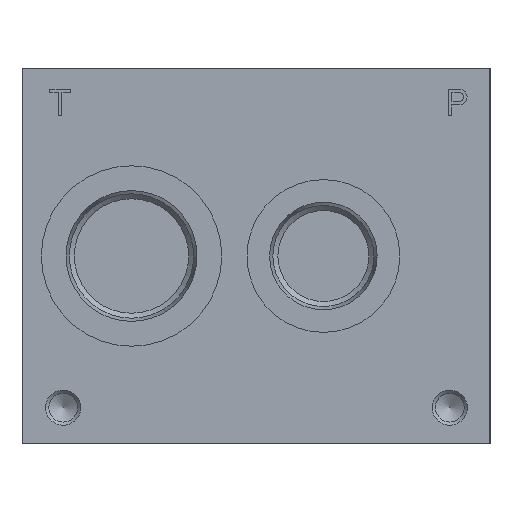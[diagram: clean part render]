
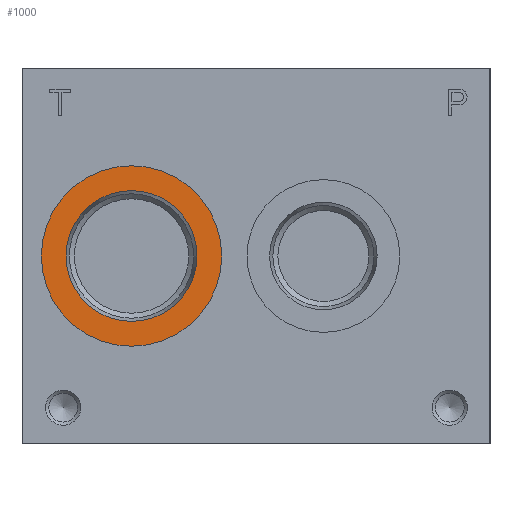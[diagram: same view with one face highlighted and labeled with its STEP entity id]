
A CAD part, left-side view. The second image highlights one B-rep face of the part: STEP entity #1000.
In plain terms, the highlighted planar face has unit normal (-1, 0, 0).
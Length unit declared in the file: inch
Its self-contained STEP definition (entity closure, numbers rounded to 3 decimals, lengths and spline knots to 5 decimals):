
#1000 = ADVANCED_FACE( '', ( #2481, #2482 ), #2483, .T. );
#2481 = FACE_BOUND( '', #4619, .T. );
#2482 = FACE_OUTER_BOUND( '', #4620, .T. );
#2483 = PLANE( '', #4621 );
#4619 = EDGE_LOOP( '', ( #7491 ) );
#4620 = EDGE_LOOP( '', ( #7492 ) );
#4621 = AXIS2_PLACEMENT_3D( '', #7493, #7494, #7495 );
#7491 = ORIENTED_EDGE( '', *, *, #11663, .T. );
#7492 = ORIENTED_EDGE( '', *, *, #11664, .F. );
#7493 = CARTESIAN_POINT( '', ( 0.031, 4.794, 2. ) );
#7494 = DIRECTION( '', ( -1., 0., 0. ) );
#7495 = DIRECTION( '', ( 0., 0., 1. ) );
#11663 = EDGE_CURVE( '', #13973, #13973, #13974, .T. );
#11664 = EDGE_CURVE( '', #13975, #13975, #13976, .T. );
#13973 = VERTEX_POINT( '', #16997 );
#13974 = CIRCLE( '', #16998, 0.699 );
#13975 = VERTEX_POINT( '', #16999 );
#13976 = CIRCLE( '', #17000, 0.964 );
#16997 = CARTESIAN_POINT( '', ( 0.031, 3.83, 1.301 ) );
#16998 = AXIS2_PLACEMENT_3D( '', #19714, #19715, #19716 );
#16999 = CARTESIAN_POINT( '', ( 0.031, 3.83, 1.036 ) );
#17000 = AXIS2_PLACEMENT_3D( '', #19717, #19718, #19719 );
#19714 = CARTESIAN_POINT( '', ( 0.031, 3.83, 2. ) );
#19715 = DIRECTION( '', ( 1., 0., 0. ) );
#19716 = DIRECTION( '', ( 0., 0., -1. ) );
#19717 = CARTESIAN_POINT( '', ( 0.031, 3.83, 2. ) );
#19718 = DIRECTION( '', ( 1., 0., 0. ) );
#19719 = DIRECTION( '', ( 0., 0., -1. ) );
